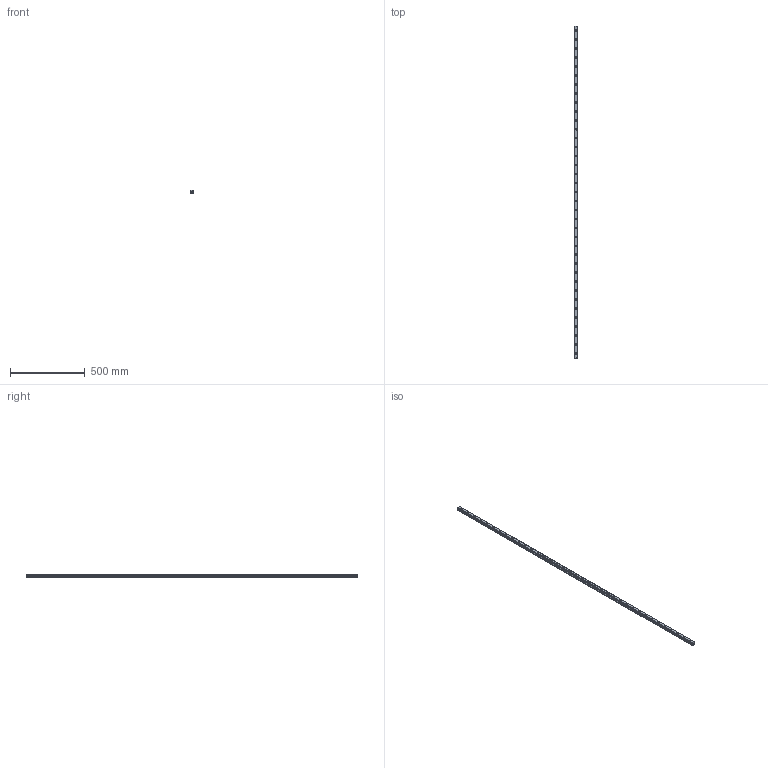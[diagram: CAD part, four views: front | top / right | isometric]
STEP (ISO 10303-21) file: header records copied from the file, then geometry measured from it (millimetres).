
FILE_DESCRIPTION(('STEP AP214'),'1');
FILE_NAME('cctmp_C8082B55-3127-4C24-8C19-2B7C91F0D676_2020_5_28_14_45_42_754..stp','2020-05-28T12:45:43',('HIWIN GmbH'),('CADClick - www.CADClick.com'),'Spatial InterOp 3D',' ','unknown authorization');
FILE_SCHEMA(('AUTOMOTIVE_DESIGN'));
Length unit declared in the file: millimetre
Products named in the file (1): HGR25R2220H_FILE
Bounding box: 23 x 2220 x 22 mm (x, y, z)
Volume: 922933.7 mm3; surface area: 228267.1 mm2
Topology: 1 solids, 1 shells, 555 faces, 1425 edges, 950 vertices
Faces by surface type: plane 311, cylinder 244
Entity records: 21727 total; most frequent: DIRECTION 3321, CARTESIAN_POINT 2931, ORIENTED_EDGE 2850, EDGE_CURVE 1425, AXIS2_PLACEMENT_3D 1340, VERTEX_POINT 950, LINE 641, VECTOR 641
